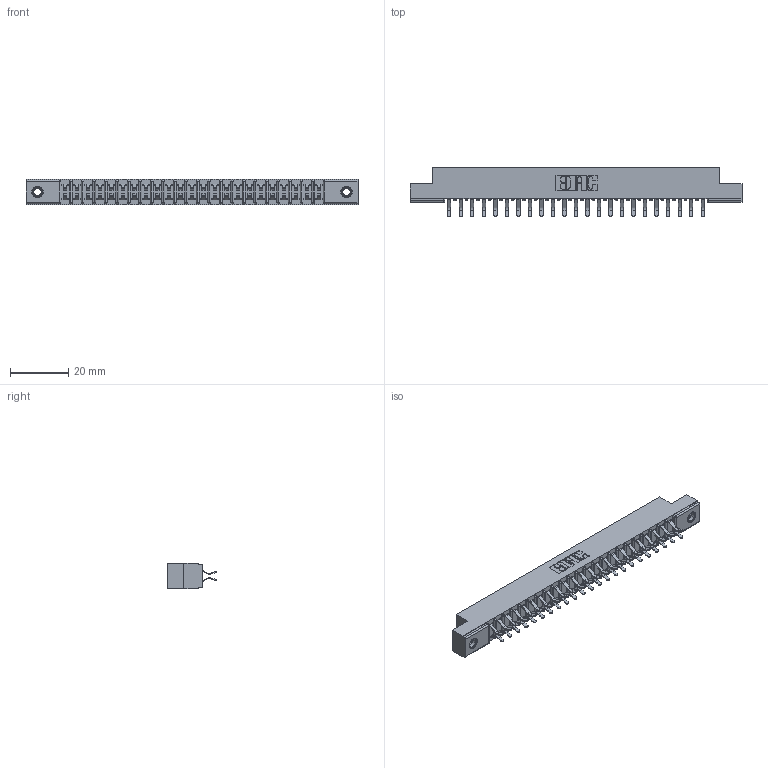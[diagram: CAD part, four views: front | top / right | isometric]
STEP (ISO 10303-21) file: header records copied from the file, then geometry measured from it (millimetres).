
FILE_DESCRIPTION (( 'STEP AP203' ), '1' );
FILE_NAME ('357-046-456-207.STEP', '2020-10-04T02:11:53', ( '' ), ( '' ), 'SwSTEP 2.0', 'SolidWorks 2020', '' );
FILE_SCHEMA (( 'CONFIG_CONTROL_DESIGN' ));
Length unit declared in the file: inch
Products named in the file (4): 345-250-001_345-250-005-103; 307 Part_.156 Dia Mounting Holes; 307-290-001_556; 357-046-456-207
Assembly tree (49 placements, depth 2):
  357-046-456-207
    307 Part_.156 Dia Mounting Holes
    307-290-001_556  x46
    345-250-001_345-250-005-103  x2
Bounding box: 114.15 x 16.97 x 8.71 mm (x, y, z)
Volume: 7444.5 mm3; surface area: 13193.1 mm2
Topology: 49 solids, 49 shells, 2502 faces, 6991 edges, 4526 vertices
Faces by surface type: plane 1620, cylinder 818, sphere 48, cone 12, torus 4
Entity records: 24085 total; most frequent: CARTESIAN_POINT 3930, ORIENTED_EDGE 3886, DIRECTION 3867, EDGE_CURVE 1943, LINE 1481, VECTOR 1481, VERTEX_POINT 1256, AXIS2_PLACEMENT_3D 1193
